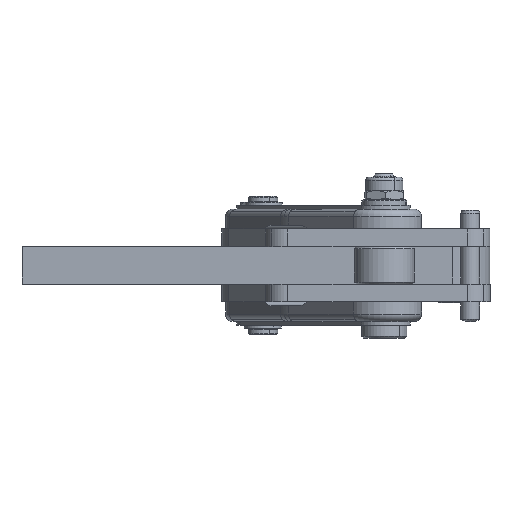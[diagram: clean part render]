
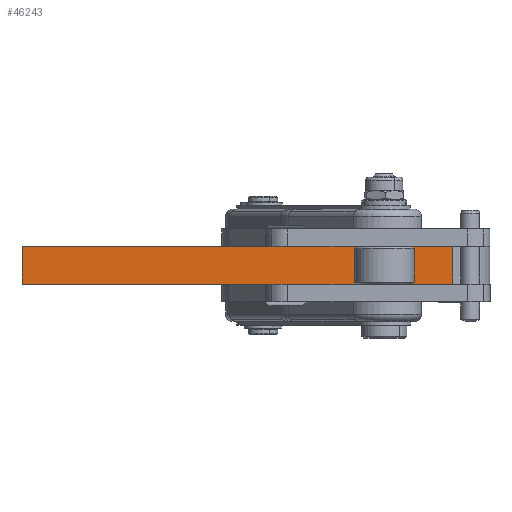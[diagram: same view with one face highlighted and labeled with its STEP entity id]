
A CAD part, front view. The second image highlights one B-rep face of the part: STEP entity #46243.
In plain terms, the highlighted planar face has unit normal (0, -1, 0).
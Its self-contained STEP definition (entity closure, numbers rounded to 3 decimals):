
#21907=CARTESIAN_POINT('',(36.027,281.52,-22.129));
#21908=VERTEX_POINT('',#21907);
#21916=CARTESIAN_POINT('',(26.862,281.52,-22.129));
#21917=VERTEX_POINT('',#21916);
#44907=CARTESIAN_POINT('',(36.027,281.52,-22.129));
#44908=DIRECTION('',(-1.0,0.0,0.0));
#44909=VECTOR('',#44908,9.165);
#44910=LINE('',#44907,#44909);
#44911=EDGE_CURVE('',#21908,#21917,#44910,.T.);
#45453=CARTESIAN_POINT('',(38.911,281.52,-22.129));
#45454=VERTEX_POINT('',#45453);
#45462=CARTESIAN_POINT('',(38.911,281.52,-22.129));
#45463=DIRECTION('',(-1.0,0.0,0.));
#45464=VECTOR('',#45463,2.884);
#45465=LINE('',#45462,#45464);
#45466=EDGE_CURVE('',#45454,#21908,#45465,.T.);
#45480=CARTESIAN_POINT('',(24.31,281.52,-22.129));
#45481=VERTEX_POINT('',#45480);
#45482=CARTESIAN_POINT('',(26.862,281.52,-22.129));
#45483=DIRECTION('',(-1.0,0.0,0.));
#45484=VECTOR('',#45483,2.551);
#45485=LINE('',#45482,#45484);
#45486=EDGE_CURVE('',#21917,#45481,#45485,.T.);
#45506=CARTESIAN_POINT('',(14.444,281.52,-22.129));
#45507=VERTEX_POINT('',#45506);
#45514=CARTESIAN_POINT('',(-50.556,281.52,-22.129));
#45515=VERTEX_POINT('',#45514);
#45516=CARTESIAN_POINT('',(14.444,281.52,-22.129));
#45517=DIRECTION('',(-1.0,0.0,0.0));
#45518=VECTOR('',#45517,65.);
#45519=LINE('',#45516,#45518);
#45520=EDGE_CURVE('',#45507,#45515,#45519,.T.);
#45585=CARTESIAN_POINT('',(36.027,281.52,-12.129));
#45586=VERTEX_POINT('',#45585);
#45587=CARTESIAN_POINT('',(26.862,281.52,-12.129));
#45588=VERTEX_POINT('',#45587);
#45589=CARTESIAN_POINT('',(36.027,281.52,-12.129));
#45590=DIRECTION('',(-1.0,0.0,0.0));
#45591=VECTOR('',#45590,9.165);
#45592=LINE('',#45589,#45591);
#45593=EDGE_CURVE('',#45586,#45588,#45592,.T.);
#46015=CARTESIAN_POINT('',(38.911,281.52,-12.129));
#46016=VERTEX_POINT('',#46015);
#46017=CARTESIAN_POINT('',(38.911,281.52,-12.129));
#46018=DIRECTION('',(-1.0,0.0,0.0));
#46019=VECTOR('',#46018,2.884);
#46020=LINE('',#46017,#46019);
#46021=EDGE_CURVE('',#46016,#45586,#46020,.T.);
#46172=CARTESIAN_POINT('',(64.444,281.52,-22.129));
#46173=DIRECTION('',(0.0,-1.0,0.0));
#46174=DIRECTION('',(0.0,0.0,-1.0));
#46175=AXIS2_PLACEMENT_3D('',#46172,#46173,#46174);
#46176=PLANE('',#46175);
#46177=CARTESIAN_POINT('',(64.444,281.52,-12.129));
#46178=VERTEX_POINT('',#46177);
#46179=CARTESIAN_POINT('',(38.911,281.52,-12.129));
#46180=DIRECTION('',(1.0,0.0,0.0));
#46181=VECTOR('',#46180,25.534);
#46182=LINE('',#46179,#46181);
#46183=EDGE_CURVE('',#46016,#46178,#46182,.T.);
#46184=ORIENTED_EDGE('',*,*,#46183,.F.);
#46185=ORIENTED_EDGE('',*,*,#46021,.T.);
#46186=ORIENTED_EDGE('',*,*,#45593,.T.);
#46187=CARTESIAN_POINT('',(24.31,281.52,-12.129));
#46188=VERTEX_POINT('',#46187);
#46189=CARTESIAN_POINT('',(26.862,281.52,-12.129));
#46190=DIRECTION('',(-1.0,0.0,0.0));
#46191=VECTOR('',#46190,2.551);
#46192=LINE('',#46189,#46191);
#46193=EDGE_CURVE('',#45588,#46188,#46192,.T.);
#46194=ORIENTED_EDGE('',*,*,#46193,.T.);
#46195=CARTESIAN_POINT('',(14.444,281.52,-12.129));
#46196=VERTEX_POINT('',#46195);
#46197=CARTESIAN_POINT('',(14.444,281.52,-12.129));
#46198=DIRECTION('',(1.0,0.0,0.0));
#46199=VECTOR('',#46198,9.866);
#46200=LINE('',#46197,#46199);
#46201=EDGE_CURVE('',#46196,#46188,#46200,.T.);
#46202=ORIENTED_EDGE('',*,*,#46201,.F.);
#46203=CARTESIAN_POINT('',(-50.556,281.52,-12.129));
#46204=VERTEX_POINT('',#46203);
#46205=CARTESIAN_POINT('',(14.444,281.52,-12.129));
#46206=DIRECTION('',(-1.0,0.0,0.0));
#46207=VECTOR('',#46206,65.);
#46208=LINE('',#46205,#46207);
#46209=EDGE_CURVE('',#46196,#46204,#46208,.T.);
#46210=ORIENTED_EDGE('',*,*,#46209,.T.);
#46211=CARTESIAN_POINT('',(-50.556,281.52,-22.129));
#46212=DIRECTION('',(0.0,0.0,1.0));
#46213=VECTOR('',#46212,10.);
#46214=LINE('',#46211,#46213);
#46215=EDGE_CURVE('',#45515,#46204,#46214,.T.);
#46216=ORIENTED_EDGE('',*,*,#46215,.F.);
#46217=ORIENTED_EDGE('',*,*,#45520,.F.);
#46218=CARTESIAN_POINT('',(24.31,281.52,-22.129));
#46219=DIRECTION('',(-1.0,0.0,0.0));
#46220=VECTOR('',#46219,9.866);
#46221=LINE('',#46218,#46220);
#46222=EDGE_CURVE('',#45481,#45507,#46221,.T.);
#46223=ORIENTED_EDGE('',*,*,#46222,.F.);
#46224=ORIENTED_EDGE('',*,*,#45486,.F.);
#46225=ORIENTED_EDGE('',*,*,#44911,.F.);
#46226=ORIENTED_EDGE('',*,*,#45466,.F.);
#46227=CARTESIAN_POINT('',(64.444,281.52,-22.129));
#46228=VERTEX_POINT('',#46227);
#46229=CARTESIAN_POINT('',(64.444,281.52,-22.129));
#46230=DIRECTION('',(-1.0,0.0,0.0));
#46231=VECTOR('',#46230,25.534);
#46232=LINE('',#46229,#46231);
#46233=EDGE_CURVE('',#46228,#45454,#46232,.T.);
#46234=ORIENTED_EDGE('',*,*,#46233,.F.);
#46235=CARTESIAN_POINT('',(64.444,281.52,-22.129));
#46236=DIRECTION('',(0.0,0.0,1.0));
#46237=VECTOR('',#46236,10.);
#46238=LINE('',#46235,#46237);
#46239=EDGE_CURVE('',#46228,#46178,#46238,.T.);
#46240=ORIENTED_EDGE('',*,*,#46239,.T.);
#46241=EDGE_LOOP('',(#46184,#46185,#46186,#46194,#46202,#46210,#46216,#46217,#46223,#46224,#46225,#46226,#46234,#46240));
#46242=FACE_OUTER_BOUND('',#46241,.T.);
#46243=ADVANCED_FACE('',(#46242),#46176,.T.);
